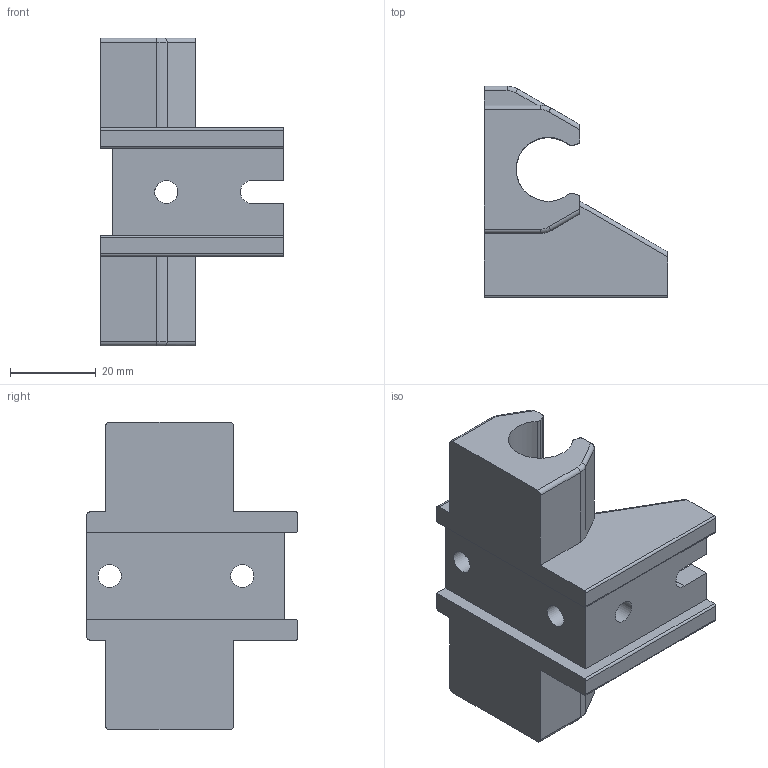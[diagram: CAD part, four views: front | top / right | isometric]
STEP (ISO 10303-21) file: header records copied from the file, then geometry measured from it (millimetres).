
FILE_DESCRIPTION(/* description */ (''),/* implementation_level */ '2;1');
FILE_NAME(/* name */ 'AxisBearingsHolder.step',/* time_stamp */ '2020-11-08T11:09:25-05:00',/* author */ (''),/* organization */ (''),/* preprocessor_version */ 'ST-DEVELOPER v18.1',/* originating_system */ 'Autodesk Translation Framework v9.3.0.1241',/* authorisation */ '');
FILE_SCHEMA (('AUTOMOTIVE_DESIGN { 1 0 10303 214 3 1 1 }'));
Length unit declared in the file: millimetre
Products named in the file (1): Z Axis Bearing Holder 1.0
Bounding box: 43 x 49.5 x 72 mm (x, y, z)
Volume: 43771.3 mm3; surface area: 14902.3 mm2
Topology: 1 solids, 1 shells, 93 faces, 265 edges, 173 vertices
Faces by surface type: plane 49, cylinder 38, torus 6
Full cylindrical faces by diameter (mm): 5.4 x4
Entity records: 3142 total; most frequent: CARTESIAN_POINT 590, DIRECTION 536, ORIENTED_EDGE 530, EDGE_CURVE 265, AXIS2_PLACEMENT_3D 183, VERTEX_POINT 173, LINE 170, VECTOR 170
